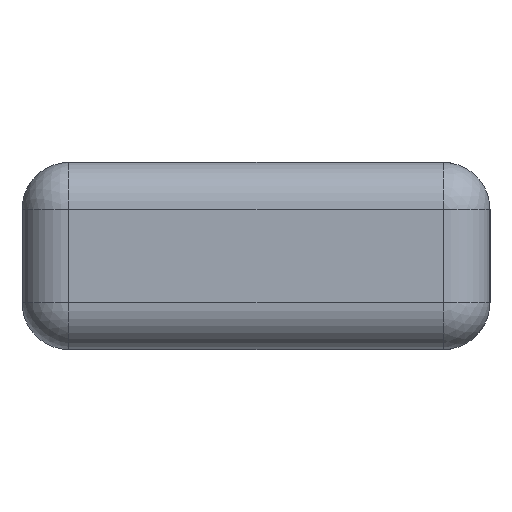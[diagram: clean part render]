
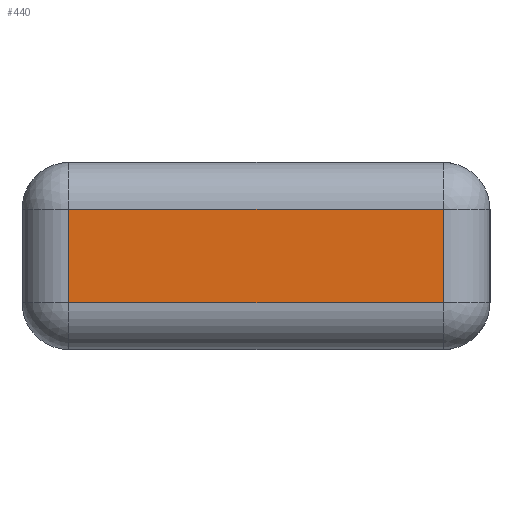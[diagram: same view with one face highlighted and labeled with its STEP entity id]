
A CAD part, left-side view. The second image highlights one B-rep face of the part: STEP entity #440.
In plain terms, the highlighted planar face has unit normal (-1, 0, 0).
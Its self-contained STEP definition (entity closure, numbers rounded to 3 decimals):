
#18=PLANE('',#515);
#29=LINE('',#712,#65);
#35=LINE('',#742,#71);
#38=LINE('',#746,#74);
#40=LINE('',#749,#76);
#65=VECTOR('',#572,10.);
#71=VECTOR('',#608,10.);
#74=VECTOR('',#613,10.);
#76=VECTOR('',#617,10.);
#133=FACE_OUTER_BOUND('',#164,.T.);
#164=EDGE_LOOP('',(#370,#371,#372,#373));
#204=VERTEX_POINT('',#688);
#211=VERTEX_POINT('',#703);
#218=VERTEX_POINT('',#728);
#220=VERTEX_POINT('',#733);
#247=EDGE_CURVE('',#204,#211,#29,.T.);
#262=EDGE_CURVE('',#211,#220,#35,.T.);
#265=EDGE_CURVE('',#220,#218,#38,.T.);
#267=EDGE_CURVE('',#218,#204,#40,.T.);
#370=ORIENTED_EDGE('',*,*,#247,.F.);
#371=ORIENTED_EDGE('',*,*,#267,.F.);
#372=ORIENTED_EDGE('',*,*,#265,.F.);
#373=ORIENTED_EDGE('',*,*,#262,.F.);
#440=ADVANCED_FACE('',(#133),#18,.T.);
#515=AXIS2_PLACEMENT_3D('',#767,#642,#643);
#572=DIRECTION('',(0.,0.,-1.));
#608=DIRECTION('',(0.,1.,0.));
#613=DIRECTION('',(0.,0.,1.));
#617=DIRECTION('',(0.,-1.,0.));
#642=DIRECTION('center_axis',(-1.,0.,0.));
#643=DIRECTION('ref_axis',(0.,-1.,0.));
#688=CARTESIAN_POINT('',(0.,-18.,6.));
#703=CARTESIAN_POINT('',(0.,-18.,2.));
#712=CARTESIAN_POINT('',(0.,-18.,0.));
#728=CARTESIAN_POINT('',(0.,-2.,6.));
#733=CARTESIAN_POINT('',(0.,-2.,2.));
#742=CARTESIAN_POINT('',(0.,-5.,2.));
#746=CARTESIAN_POINT('',(0.,-2.,0.));
#749=CARTESIAN_POINT('',(0.,-5.,6.));
#767=CARTESIAN_POINT('Origin',(0.,0.,0.));
